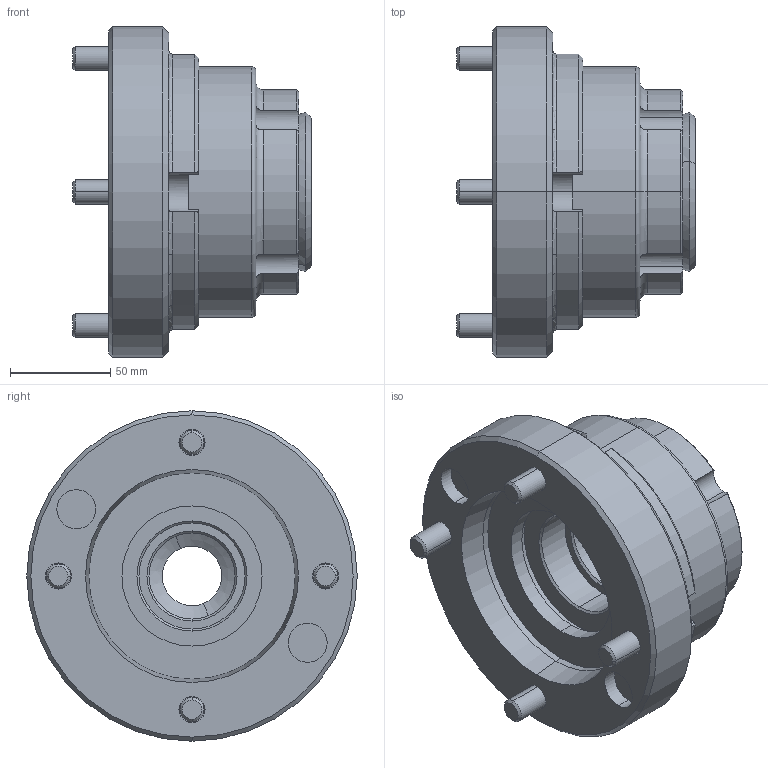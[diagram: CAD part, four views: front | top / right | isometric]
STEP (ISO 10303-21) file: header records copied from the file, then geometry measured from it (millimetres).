
FILE_DESCRIPTION (( 'STEP AP203' ), '1' );
FILE_NAME ('CF-CB-42A6.STEP', '2023-11-01T02:50:21', ( '' ), ( '' ), 'SwSTEP 2.0', 'SolidWorks 2020', '' );
FILE_SCHEMA (( 'CONFIG_CONTROL_DESIGN' ));
Length unit declared in the file: millimetre
Products named in the file (7): 圓頭內六角螺栓_M8x40; CF-RG-42R_RG42RM60; CF-CB-42A6-01020; CF-CB-42-02010; CF-CB-42-01010; CF-CB-42A6; 圓頭內六角螺栓_M12x35
Assembly tree (12 placements, depth 2):
  CF-CB-42A6
    CF-CB-42-01010
    CF-CB-42-02010
    圓頭內六角螺栓_M8x40  x4
    圓頭內六角螺栓_M12x35  x4
    CF-RG-42R_RG42RM60
    CF-CB-42A6-01020
Bounding box: 119.2 x 165 x 165 mm (x, y, z)
Volume: 1096905.4 mm3; surface area: 191130 mm2
Topology: 12 solids, 12 shells, 413 faces, 965 edges, 577 vertices
Faces by surface type: plane 152, cylinder 133, cone 115, torus 13
Entity records: 8717 total; most frequent: CARTESIAN_POINT 1564, DIRECTION 1458, ORIENTED_EDGE 1206, AXIS2_PLACEMENT_3D 609, EDGE_CURVE 603, VERTEX_POINT 379, CIRCLE 331, EDGE_LOOP 314
